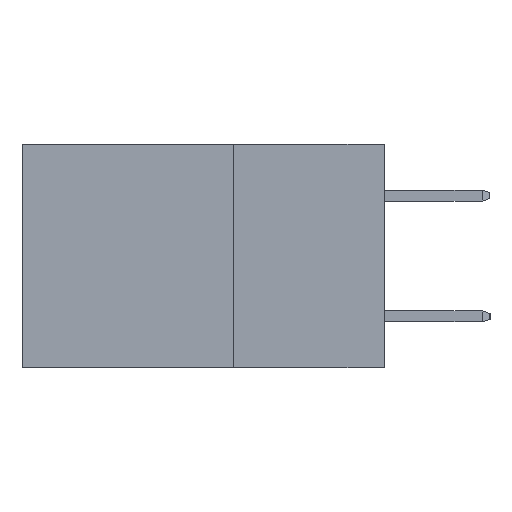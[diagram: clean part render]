
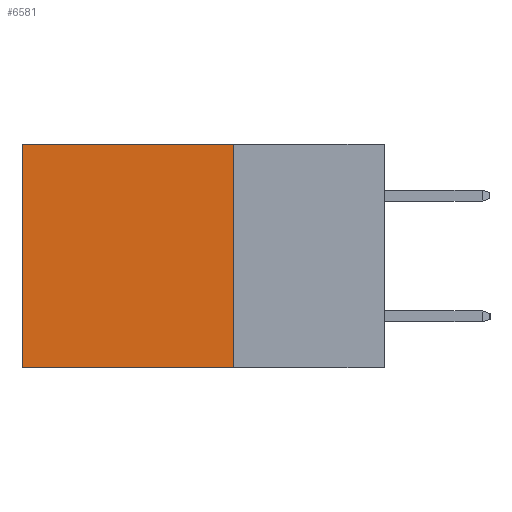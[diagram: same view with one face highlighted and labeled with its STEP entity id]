
A CAD part, left-side view. The second image highlights one B-rep face of the part: STEP entity #6581.
In plain terms, the highlighted planar face has unit normal (-1, 0, 0).
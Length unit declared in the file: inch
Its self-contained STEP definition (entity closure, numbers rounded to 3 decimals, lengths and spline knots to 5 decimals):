
#146 = CARTESIAN_POINT ( 'NONE',  ( 0.2615, 0.25, -0.37 ) ) ;
#352 = CARTESIAN_POINT ( 'NONE',  ( 0.2615, 0.25, -0.37 ) ) ;
#757 = DIRECTION ( 'NONE',  ( 0., 0., -1. ) ) ;
#798 = VECTOR ( 'NONE', #2037, 39.37008 ) ;
#851 = ORIENTED_EDGE ( 'NONE', *, *, #10078, .F. ) ;
#969 = CARTESIAN_POINT ( 'NONE',  ( 0.2615, 0.6, -0.37 ) ) ;
#1013 = VERTEX_POINT ( 'NONE', #5303 ) ;
#2027 = ORIENTED_EDGE ( 'NONE', *, *, #5569, .F. ) ;
#2037 = DIRECTION ( 'NONE',  ( 0., 1., 0. ) ) ;
#4060 = DIRECTION ( 'NONE',  ( 0., 0., -1. ) ) ;
#4071 = DIRECTION ( 'NONE',  ( 1., 0., 0. ) ) ;
#4242 = CARTESIAN_POINT ( 'NONE',  ( 0.2615, 0.25, -0.37 ) ) ;
#4389 = PLANE ( 'NONE',  #10795 ) ;
#4632 = DIRECTION ( 'NONE',  ( 0., 1., 0. ) ) ;
#5017 = VECTOR ( 'NONE', #4632, 39.37008 ) ;
#5075 = ORIENTED_EDGE ( 'NONE', *, *, #9909, .T. ) ;
#5303 = CARTESIAN_POINT ( 'NONE',  ( 0.2615, 0.25, 0. ) ) ;
#5569 = EDGE_CURVE ( 'NONE', #1013, #9983, #8124, .T. ) ;
#5884 = VERTEX_POINT ( 'NONE', #9685 ) ;
#6581 = ADVANCED_FACE ( 'NONE', ( #9412 ), #4389, .F. ) ;
#6807 = VECTOR ( 'NONE', #757, 39.37008 ) ;
#7146 = ORIENTED_EDGE ( 'NONE', *, *, #10486, .T. ) ;
#7225 = LINE ( 'NONE', #10289, #5017 ) ;
#7871 = LINE ( 'NONE', #146, #798 ) ;
#8124 = LINE ( 'NONE', #10690, #10314 ) ;
#8806 = VERTEX_POINT ( 'NONE', #11920 ) ;
#9337 = LINE ( 'NONE', #969, #6807 ) ;
#9412 = FACE_OUTER_BOUND ( 'NONE', #11548, .T. ) ;
#9607 = DIRECTION ( 'NONE',  ( 0., 0., -1. ) ) ;
#9685 = CARTESIAN_POINT ( 'NONE',  ( 0.2615, 0.6, -0.37 ) ) ;
#9909 = EDGE_CURVE ( 'NONE', #8806, #5884, #9337, .T. ) ;
#9983 = VERTEX_POINT ( 'NONE', #352 ) ;
#10078 = EDGE_CURVE ( 'NONE', #9983, #5884, #7871, .T. ) ;
#10289 = CARTESIAN_POINT ( 'NONE',  ( 0.2615, 0.25, 0. ) ) ;
#10314 = VECTOR ( 'NONE', #9607, 39.37008 ) ;
#10486 = EDGE_CURVE ( 'NONE', #1013, #8806, #7225, .T. ) ;
#10690 = CARTESIAN_POINT ( 'NONE',  ( 0.2615, 0.25, -0.37 ) ) ;
#10795 = AXIS2_PLACEMENT_3D ( 'NONE', #4242, #4071, #4060 ) ;
#11548 = EDGE_LOOP ( 'NONE', ( #5075, #851, #2027, #7146 ) ) ;
#11920 = CARTESIAN_POINT ( 'NONE',  ( 0.2615, 0.6, 0. ) ) ;
